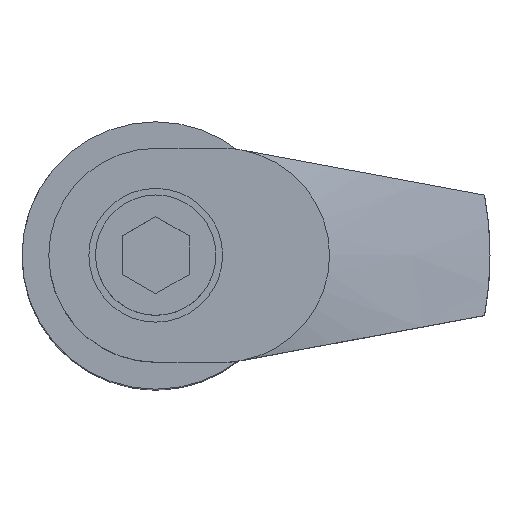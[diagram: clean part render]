
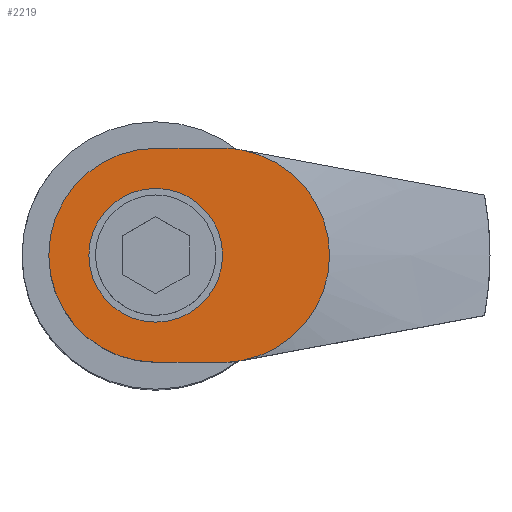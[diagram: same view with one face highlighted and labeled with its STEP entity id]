
A CAD part, top view. The second image highlights one B-rep face of the part: STEP entity #2219.
In plain terms, the highlighted planar face has unit normal (0, 0, 1).
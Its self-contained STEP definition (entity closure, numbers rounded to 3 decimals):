
#9 = DIRECTION ( 'NONE',  ( 1., 0., 0. ) ) ;
#17 = EDGE_LOOP ( 'NONE', ( #1789, #789, #154, #439, #1617, #2094, #319 ) ) ;
#24 = AXIS2_PLACEMENT_3D ( 'NONE', #538, #353, #1079 ) ;
#49 = CARTESIAN_POINT ( 'NONE',  ( 12.92, -15.731, 57. ) ) ;
#66 = CARTESIAN_POINT ( 'NONE',  ( 10., -16., 57. ) ) ;
#81 = EDGE_CURVE ( 'NONE', #1077, #157, #401, .T. ) ;
#83 = DIRECTION ( 'NONE',  ( 0., 0., 1. ) ) ;
#120 = EDGE_CURVE ( 'NONE', #871, #1077, #477, .T. ) ;
#127 = CIRCLE ( 'NONE', #518, 10. ) ;
#154 = ORIENTED_EDGE ( 'NONE', *, *, #1338, .T. ) ;
#157 = VERTEX_POINT ( 'NONE', #1493 ) ;
#160 = CARTESIAN_POINT ( 'NONE',  ( 0., 0., 57. ) ) ;
#173 = CARTESIAN_POINT ( 'NONE',  ( 10., 0., 57. ) ) ;
#198 = CARTESIAN_POINT ( 'NONE',  ( 0., -16., 57. ) ) ;
#218 = AXIS2_PLACEMENT_3D ( 'NONE', #1713, #83, #2066 ) ;
#228 = CARTESIAN_POINT ( 'NONE',  ( -10., 0., 57. ) ) ;
#277 = CARTESIAN_POINT ( 'NONE',  ( 10., 16., 57. ) ) ;
#288 = AXIS2_PLACEMENT_3D ( 'NONE', #2339, #1822, #9 ) ;
#290 = CIRCLE ( 'NONE', #406, 10. ) ;
#319 = ORIENTED_EDGE ( 'NONE', *, *, #1102, .T. ) ;
#322 = CIRCLE ( 'NONE', #626, 16. ) ;
#353 = DIRECTION ( 'NONE',  ( 0., 0., 1. ) ) ;
#381 = VERTEX_POINT ( 'NONE', #1425 ) ;
#396 = EDGE_CURVE ( 'NONE', #1885, #1158, #322, .T. ) ;
#401 = LINE ( 'NONE', #66, #1310 ) ;
#406 = AXIS2_PLACEMENT_3D ( 'NONE', #422, #1677, #1324 ) ;
#408 = CIRCLE ( 'NONE', #24, 16. ) ;
#422 = CARTESIAN_POINT ( 'NONE',  ( 0., 0., 57. ) ) ;
#439 = ORIENTED_EDGE ( 'NONE', *, *, #1754, .T. ) ;
#450 = EDGE_CURVE ( 'NONE', #1158, #731, #1615, .T. ) ;
#455 = EDGE_CURVE ( 'NONE', #519, #907, #127, .T. ) ;
#477 = CIRCLE ( 'NONE', #1726, 16. ) ;
#518 = AXIS2_PLACEMENT_3D ( 'NONE', #160, #2194, #2337 ) ;
#519 = VERTEX_POINT ( 'NONE', #228 ) ;
#521 = VECTOR ( 'NONE', #1879, 1000. ) ;
#524 = DIRECTION ( 'NONE',  ( 1., 0., 0. ) ) ;
#538 = CARTESIAN_POINT ( 'NONE',  ( 0., 0., 57. ) ) ;
#626 = AXIS2_PLACEMENT_3D ( 'NONE', #173, #2161, #524 ) ;
#710 = DIRECTION ( 'NONE',  ( 1., 0., 0. ) ) ;
#731 = VERTEX_POINT ( 'NONE', #277 ) ;
#757 = DIRECTION ( 'NONE',  ( 0., 0., 1. ) ) ;
#766 = CARTESIAN_POINT ( 'NONE',  ( 0., 0., 57. ) ) ;
#789 = ORIENTED_EDGE ( 'NONE', *, *, #450, .T. ) ;
#802 = DIRECTION ( 'NONE',  ( 1., 0., 0. ) ) ;
#871 = VERTEX_POINT ( 'NONE', #1076 ) ;
#900 = DIRECTION ( 'NONE',  ( 0., 0., 1. ) ) ;
#907 = VERTEX_POINT ( 'NONE', #1760 ) ;
#1076 = CARTESIAN_POINT ( 'NONE',  ( -16., 0., 57. ) ) ;
#1077 = VERTEX_POINT ( 'NONE', #198 ) ;
#1079 = DIRECTION ( 'NONE',  ( 1., 0., 0. ) ) ;
#1102 = EDGE_CURVE ( 'NONE', #157, #1885, #1883, .T. ) ;
#1158 = VERTEX_POINT ( 'NONE', #2357 ) ;
#1310 = VECTOR ( 'NONE', #1662, 1000. ) ;
#1324 = DIRECTION ( 'NONE',  ( 1., 0., 0. ) ) ;
#1338 = EDGE_CURVE ( 'NONE', #731, #381, #1512, .T. ) ;
#1425 = CARTESIAN_POINT ( 'NONE',  ( 0., 16., 57. ) ) ;
#1460 = CARTESIAN_POINT ( 'NONE',  ( 10., 0., 57. ) ) ;
#1493 = CARTESIAN_POINT ( 'NONE',  ( 10., -16., 57. ) ) ;
#1512 = LINE ( 'NONE', #1711, #521 ) ;
#1615 = CIRCLE ( 'NONE', #2163, 16. ) ;
#1617 = ORIENTED_EDGE ( 'NONE', *, *, #120, .T. ) ;
#1645 = ORIENTED_EDGE ( 'NONE', *, *, #1871, .F. ) ;
#1662 = DIRECTION ( 'NONE',  ( 1., 0., 0. ) ) ;
#1677 = DIRECTION ( 'NONE',  ( 0., 0., 1. ) ) ;
#1693 = ORIENTED_EDGE ( 'NONE', *, *, #455, .F. ) ;
#1701 = FACE_OUTER_BOUND ( 'NONE', #17, .T. ) ;
#1711 = CARTESIAN_POINT ( 'NONE',  ( 0., 16., 57. ) ) ;
#1713 = CARTESIAN_POINT ( 'NONE',  ( 0., 0., 57. ) ) ;
#1723 = EDGE_LOOP ( 'NONE', ( #1645, #1693 ) ) ;
#1726 = AXIS2_PLACEMENT_3D ( 'NONE', #766, #757, #802 ) ;
#1754 = EDGE_CURVE ( 'NONE', #381, #871, #408, .T. ) ;
#1760 = CARTESIAN_POINT ( 'NONE',  ( 10., 0., 57. ) ) ;
#1789 = ORIENTED_EDGE ( 'NONE', *, *, #396, .T. ) ;
#1822 = DIRECTION ( 'NONE',  ( 0., 0., 1. ) ) ;
#1871 = EDGE_CURVE ( 'NONE', #907, #519, #290, .T. ) ;
#1879 = DIRECTION ( 'NONE',  ( -1., 0., 0. ) ) ;
#1883 = CIRCLE ( 'NONE', #288, 16. ) ;
#1885 = VERTEX_POINT ( 'NONE', #49 ) ;
#2066 = DIRECTION ( 'NONE',  ( 1., 0., 0. ) ) ;
#2082 = PLANE ( 'NONE',  #218 ) ;
#2094 = ORIENTED_EDGE ( 'NONE', *, *, #81, .T. ) ;
#2098 = FACE_BOUND ( 'NONE', #1723, .T. ) ;
#2161 = DIRECTION ( 'NONE',  ( 0., 0., 1. ) ) ;
#2163 = AXIS2_PLACEMENT_3D ( 'NONE', #1460, #900, #710 ) ;
#2194 = DIRECTION ( 'NONE',  ( 0., 0., 1. ) ) ;
#2219 = ADVANCED_FACE ( 'NONE', ( #1701, #2098 ), #2082, .T. ) ;
#2337 = DIRECTION ( 'NONE',  ( 1., 0., 0. ) ) ;
#2339 = CARTESIAN_POINT ( 'NONE',  ( 10., 0., 57. ) ) ;
#2357 = CARTESIAN_POINT ( 'NONE',  ( 12.92, 15.731, 57. ) ) ;
